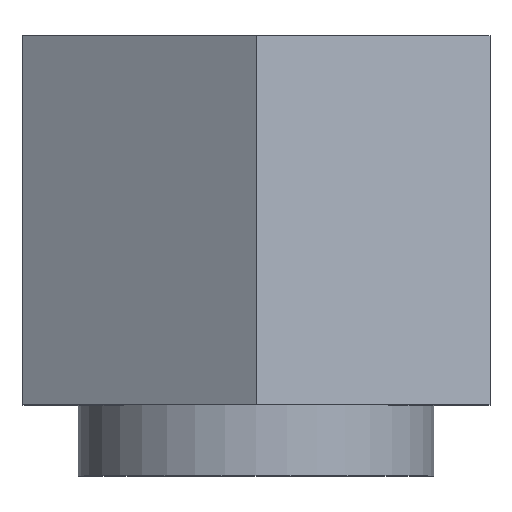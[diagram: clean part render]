
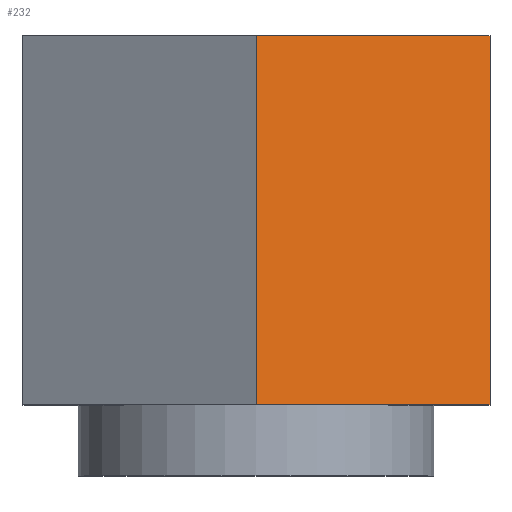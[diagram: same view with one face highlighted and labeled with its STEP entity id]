
A CAD part, top view. The second image highlights one B-rep face of the part: STEP entity #232.
In plain terms, the highlighted planar face has unit normal (0.5, 0, 0.866).
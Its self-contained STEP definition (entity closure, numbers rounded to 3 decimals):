
#65 = VERTEX_POINT('',#66);
#66 = CARTESIAN_POINT('',(0.,2.5,1.83));
#72 = EDGE_CURVE('',#65,#73,#75,.T.);
#73 = VERTEX_POINT('',#74);
#74 = CARTESIAN_POINT('',(1.585,2.5,0.915));
#75 = LINE('',#76,#77);
#76 = CARTESIAN_POINT('',(0.396,2.5,1.601));
#77 = VECTOR('',#78,1.);
#78 = DIRECTION('',(0.866,0.,-0.5));
#213 = EDGE_CURVE('',#73,#214,#216,.T.);
#214 = VERTEX_POINT('',#215);
#215 = CARTESIAN_POINT('',(1.585,0.,0.915));
#216 = LINE('',#217,#218);
#217 = CARTESIAN_POINT('',(1.585,9.083,0.915));
#218 = VECTOR('',#219,1.);
#219 = DIRECTION('',(-0.,-1.,0.));
#232 = ADVANCED_FACE('',(#233),#251,.T.);
#233 = FACE_BOUND('',#234,.T.);
#234 = EDGE_LOOP('',(#235,#236,#244,#250));
#235 = ORIENTED_EDGE('',*,*,#72,.F.);
#236 = ORIENTED_EDGE('',*,*,#237,.T.);
#237 = EDGE_CURVE('',#65,#238,#240,.T.);
#238 = VERTEX_POINT('',#239);
#239 = CARTESIAN_POINT('',(0.,0.,1.83));
#240 = LINE('',#241,#242);
#241 = CARTESIAN_POINT('',(0.,9.083,1.83));
#242 = VECTOR('',#243,1.);
#243 = DIRECTION('',(-0.,-1.,0.));
#244 = ORIENTED_EDGE('',*,*,#245,.F.);
#245 = EDGE_CURVE('',#214,#238,#246,.T.);
#246 = LINE('',#247,#248);
#247 = CARTESIAN_POINT('',(0.396,0.,1.601));
#248 = VECTOR('',#249,1.);
#249 = DIRECTION('',(-0.866,0.,0.5));
#250 = ORIENTED_EDGE('',*,*,#213,.F.);
#251 = PLANE('',#252);
#252 = AXIS2_PLACEMENT_3D('',#253,#254,#255);
#253 = CARTESIAN_POINT('',(0.,9.083,1.83));
#254 = DIRECTION('',(0.5,0.,0.866));
#255 = DIRECTION('',(0.866,0.,-0.5));
